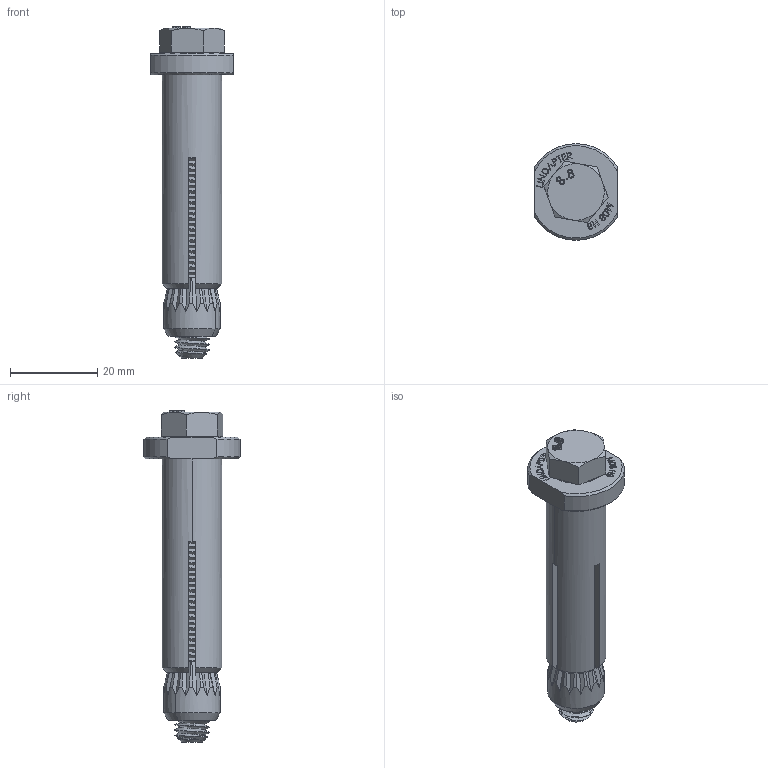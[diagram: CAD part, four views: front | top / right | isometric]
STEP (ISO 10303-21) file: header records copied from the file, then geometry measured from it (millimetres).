
FILE_DESCRIPTION (( 'STEP AP214' ), '1' );
FILE_NAME ('HB08-2.STEP', '2008-02-15T14:25:28', ( 'Schütte' ), ( ' ' ), 'SwSTEP 2.0', 'SolidWorks 2008', '' );
FILE_SCHEMA (( 'AUTOMOTIVE_DESIGN' ));
Length unit declared in the file: millimetre
Products named in the file (4): M8x70 setscrew; HBC08; HBB08-2; HB08-2
Assembly tree (3 placements, depth 2):
  HB08-2
    HBC08
    M8x70 setscrew
    HBB08-2
Bounding box: 19 x 22.2 x 76.25 mm (x, y, z)
Volume: 9831.6 mm3; surface area: 9514.1 mm2
Topology: 3 solids, 3 shells, 382 faces, 1012 edges, 667 vertices
Faces by surface type: plane 211, bspline 95, cone 41, cylinder 35
Entity records: 22191 total; most frequent: CARTESIAN_POINT 13541, ORIENTED_EDGE 2024, DIRECTION 1352, EDGE_CURVE 1012, VERTEX_POINT 667, LINE 568, VECTOR 568, EDGE_LOOP 417
